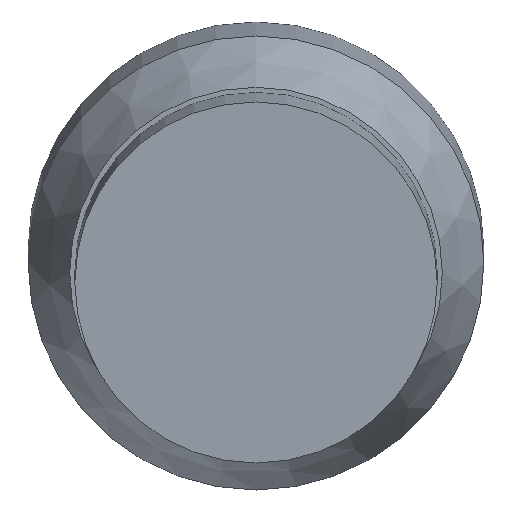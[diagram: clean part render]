
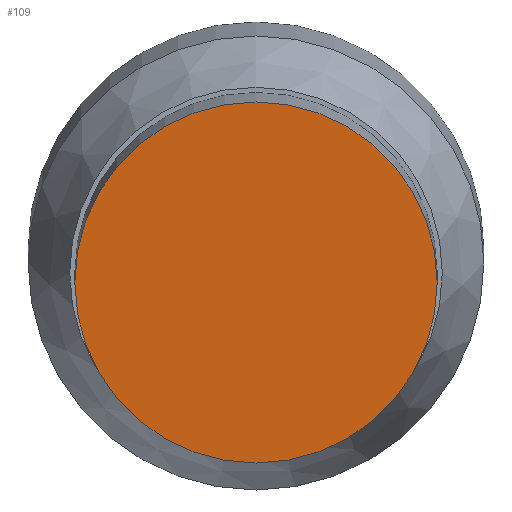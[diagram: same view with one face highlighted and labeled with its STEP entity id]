
A CAD part, left-side view. The second image highlights one B-rep face of the part: STEP entity #109.
In plain terms, the highlighted planar face has unit normal (-0.996, 0, -0.087).
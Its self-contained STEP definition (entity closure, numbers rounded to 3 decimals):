
#19=PLANE('',#139);
#29=FACE_OUTER_BOUND('',#39,.T.);
#39=EDGE_LOOP('',(#99));
#55=CIRCLE('',#135,3.3);
#63=VERTEX_POINT('',#199);
#74=EDGE_CURVE('',#63,#63,#55,.T.);
#99=ORIENTED_EDGE('',*,*,#74,.T.);
#109=ADVANCED_FACE('',(#29),#19,.T.);
#135=AXIS2_PLACEMENT_3D('',#200,#166,#167);
#139=AXIS2_PLACEMENT_3D('',#206,#175,#176);
#166=DIRECTION('center_axis',(-0.996,0.,-0.087));
#167=DIRECTION('ref_axis',(0.,-1.,0.));
#175=DIRECTION('center_axis',(-0.996,0.,-0.087));
#176=DIRECTION('ref_axis',(0.,-1.,0.));
#199=CARTESIAN_POINT('',(-125.78,75.,-14.317));
#200=CARTESIAN_POINT('Origin',(-126.068,75.,-11.029));
#206=CARTESIAN_POINT('Origin',(-126.068,75.,-11.029));
